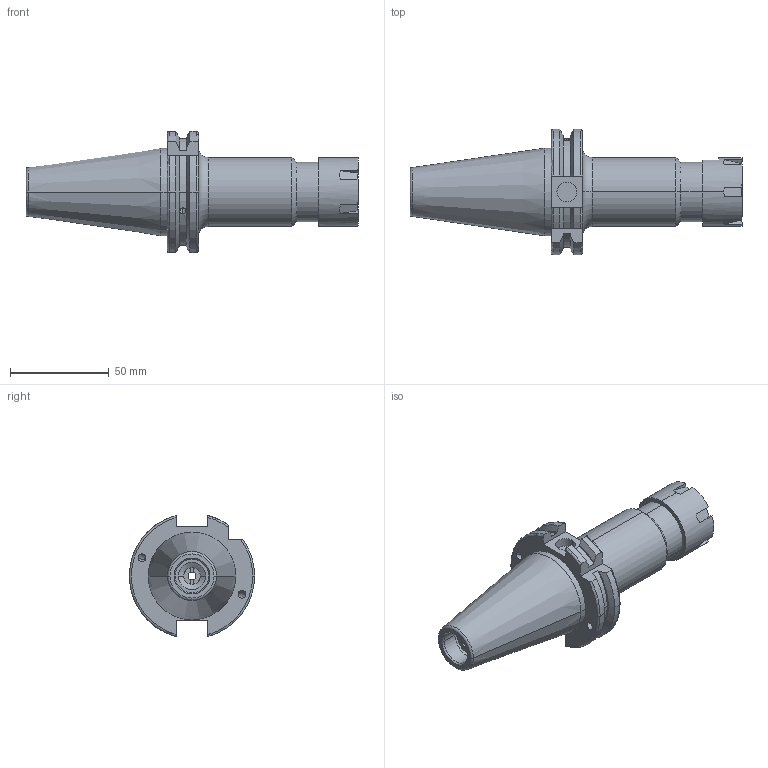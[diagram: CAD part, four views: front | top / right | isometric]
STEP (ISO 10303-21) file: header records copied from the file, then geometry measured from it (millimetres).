
FILE_DESCRIPTION (( 'STEP AP203' ), '1' );
FILE_NAME ('91406-ERM725100.STEP', '2015-10-23T08:04:38', ( '' ), ( '' ), 'SwSTEP 2.0', 'SolidWorks 2009', '' );
FILE_SCHEMA (( 'CONFIG_CONTROL_DESIGN' ));
Length unit declared in the file: millimetre
Products named in the file (5): 91406-ERM725100; SK40 CCH ER 25 100M F WW; FTNUTER25M; M4X4_DIN 913 - M4 x 4-N; FTSCWM18X150
Assembly tree (5 placements, depth 2):
  91406-ERM725100
    FTSCWM18X150
    FTNUTER25M
    M4X4_DIN 913 - M4 x 4-N  x2
    SK40 CCH ER 25 100M F WW
Bounding box: 168.4 x 63.55 x 61.48 mm (x, y, z)
Volume: 155968.8 mm3; surface area: 38885.2 mm2
Topology: 5 solids, 5 shells, 202 faces, 507 edges, 325 vertices
Faces by surface type: plane 90, cylinder 56, cone 38, torus 14, bspline 4
Entity records: 6597 total; most frequent: CARTESIAN_POINT 1465, DIRECTION 992, ORIENTED_EDGE 950, EDGE_CURVE 475, AXIS2_PLACEMENT_3D 382, VERTEX_POINT 305, VECTOR 228, LINE 228
